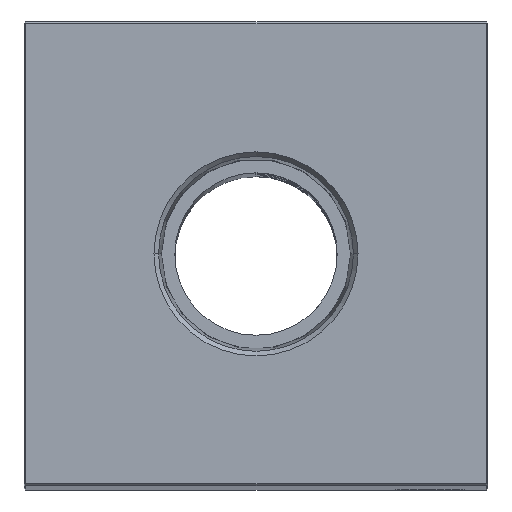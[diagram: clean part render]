
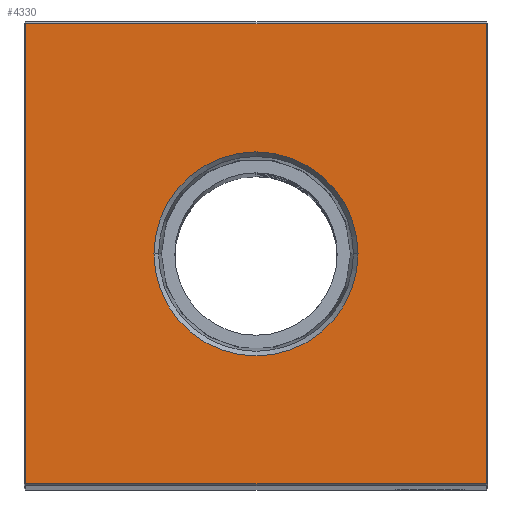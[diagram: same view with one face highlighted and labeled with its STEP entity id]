
A CAD part, top view. The second image highlights one B-rep face of the part: STEP entity #4330.
In plain terms, the highlighted planar face has unit normal (0, 0, 1).
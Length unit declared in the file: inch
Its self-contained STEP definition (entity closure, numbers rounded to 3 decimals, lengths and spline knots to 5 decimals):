
#85 = VERTEX_POINT ( 'NONE', #12519 ) ;
#673 = CARTESIAN_POINT ( 'NONE',  ( -0.5499, 0., 13. ) ) ;
#1632 = AXIS2_PLACEMENT_3D ( 'NONE', #19671, #30030, #6852 ) ;
#4040 = EDGE_CURVE ( 'NONE', #22839, #85, #33318, .T. ) ;
#4330 = ADVANCED_FACE ( 'NONE', ( #29698, #6504 ), #16806, .F. ) ;
#4872 = DIRECTION ( 'NONE',  ( -1., 0., 0. ) ) ;
#5321 = DIRECTION ( 'NONE',  ( 1., 0., 0. ) ) ;
#5651 = CARTESIAN_POINT ( 'NONE',  ( 1.24, 0., 13. ) ) ;
#5866 = VERTEX_POINT ( 'NONE', #33309 ) ;
#6297 = ORIENTED_EDGE ( 'NONE', *, *, #12689, .T. ) ;
#6504 = FACE_BOUND ( 'NONE', #24821, .T. ) ;
#6664 = CARTESIAN_POINT ( 'NONE',  ( -1.24, -1.24, 13. ) ) ;
#6852 = DIRECTION ( 'NONE',  ( -1., 0., 0. ) ) ;
#6973 = ORIENTED_EDGE ( 'NONE', *, *, #4040, .F. ) ;
#8449 = CIRCLE ( 'NONE', #27440, 0.5499 ) ;
#9247 = CARTESIAN_POINT ( 'NONE',  ( -1.24, 0., 13. ) ) ;
#9586 = DIRECTION ( 'NONE',  ( 0., 0., 1. ) ) ;
#10545 = VERTEX_POINT ( 'NONE', #25811 ) ;
#11016 = CARTESIAN_POINT ( 'NONE',  ( 0., 0., 13. ) ) ;
#11087 = VERTEX_POINT ( 'NONE', #17554 ) ;
#12468 = EDGE_CURVE ( 'NONE', #10545, #12745, #32392, .T. ) ;
#12519 = CARTESIAN_POINT ( 'NONE',  ( 0.5499, 0., 13. ) ) ;
#12644 = EDGE_CURVE ( 'NONE', #12745, #11087, #18174, .T. ) ;
#12689 = EDGE_CURVE ( 'NONE', #11087, #5866, #28862, .T. ) ;
#12745 = VERTEX_POINT ( 'NONE', #6664 ) ;
#13021 = EDGE_CURVE ( 'NONE', #5866, #10545, #17731, .T. ) ;
#13458 = EDGE_CURVE ( 'NONE', #85, #22839, #8449, .T. ) ;
#15961 = DIRECTION ( 'NONE',  ( 0., 1., 0. ) ) ;
#16806 = PLANE ( 'NONE',  #1632 ) ;
#17554 = CARTESIAN_POINT ( 'NONE',  ( 1.24, -1.24, 13. ) ) ;
#17731 = LINE ( 'NONE', #28116, #21943 ) ;
#18174 = LINE ( 'NONE', #28562, #27468 ) ;
#18785 = AXIS2_PLACEMENT_3D ( 'NONE', #32720, #9586, #19881 ) ;
#19544 = DIRECTION ( 'NONE',  ( 0., -1., 0. ) ) ;
#19671 = CARTESIAN_POINT ( 'NONE',  ( 0., 0., 13. ) ) ;
#19881 = DIRECTION ( 'NONE',  ( 1., 0., 0. ) ) ;
#21359 = DIRECTION ( 'NONE',  ( 0., 0., 1. ) ) ;
#21943 = VECTOR ( 'NONE', #4872, 39.37008 ) ;
#22836 = EDGE_LOOP ( 'NONE', ( #27158, #26997, #6297, #24930 ) ) ;
#22839 = VERTEX_POINT ( 'NONE', #673 ) ;
#23625 = VECTOR ( 'NONE', #19544, 39.37008 ) ;
#23757 = ORIENTED_EDGE ( 'NONE', *, *, #13458, .F. ) ;
#24821 = EDGE_LOOP ( 'NONE', ( #23757, #6973 ) ) ;
#24930 = ORIENTED_EDGE ( 'NONE', *, *, #13021, .T. ) ;
#25811 = CARTESIAN_POINT ( 'NONE',  ( -1.24, 1.24, 13. ) ) ;
#26997 = ORIENTED_EDGE ( 'NONE', *, *, #12644, .T. ) ;
#27158 = ORIENTED_EDGE ( 'NONE', *, *, #12468, .T. ) ;
#27440 = AXIS2_PLACEMENT_3D ( 'NONE', #11016, #21359, #31659 ) ;
#27468 = VECTOR ( 'NONE', #5321, 39.37008 ) ;
#28116 = CARTESIAN_POINT ( 'NONE',  ( 0., 1.24, 13. ) ) ;
#28562 = CARTESIAN_POINT ( 'NONE',  ( 0., -1.24, 13. ) ) ;
#28862 = LINE ( 'NONE', #5651, #31686 ) ;
#29698 = FACE_OUTER_BOUND ( 'NONE', #22836, .T. ) ;
#30030 = DIRECTION ( 'NONE',  ( 0., 0., -1. ) ) ;
#31659 = DIRECTION ( 'NONE',  ( 1., 0., 0. ) ) ;
#31686 = VECTOR ( 'NONE', #15961, 39.37008 ) ;
#32392 = LINE ( 'NONE', #9247, #23625 ) ;
#32720 = CARTESIAN_POINT ( 'NONE',  ( 0., 0., 13. ) ) ;
#33309 = CARTESIAN_POINT ( 'NONE',  ( 1.24, 1.24, 13. ) ) ;
#33318 = CIRCLE ( 'NONE', #18785, 0.5499 ) ;
